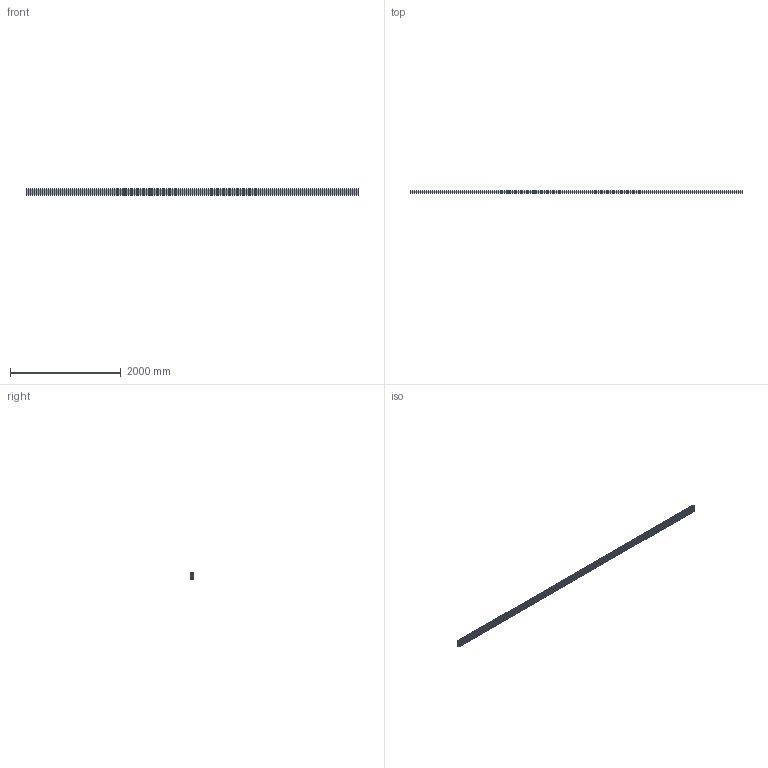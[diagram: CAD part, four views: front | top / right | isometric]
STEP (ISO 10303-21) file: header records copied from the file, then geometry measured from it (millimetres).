
FILE_DESCRIPTION (( 'STEP AP214' ), '1' );
FILE_NAME ('201038_Profil 40x120L Nut 10.STEP', '2019-01-28T12:30:51', ( '' ), ( '' ), 'SwSTEP 2.0', 'SolidWorks 2017', '' );
FILE_SCHEMA (( 'AUTOMOTIVE_DESIGN' ));
Length unit declared in the file: millimetre
Products named in the file (1): 201038_Profil 40x120L Nut 10
Bounding box: 6000 x 40 x 120 mm (x, y, z)
Volume: 9234954.5 mm3; surface area: 6866410 mm2
Topology: 1 solids, 1 shells, 283 faces, 843 edges, 562 vertices
Faces by surface type: plane 238, cylinder 45
Entity records: 9457 total; most frequent: CARTESIAN_POINT 1689, ORIENTED_EDGE 1686, DIRECTION 1501, EDGE_CURVE 843, LINE 753, VECTOR 753, VERTEX_POINT 562, AXIS2_PLACEMENT_3D 374
